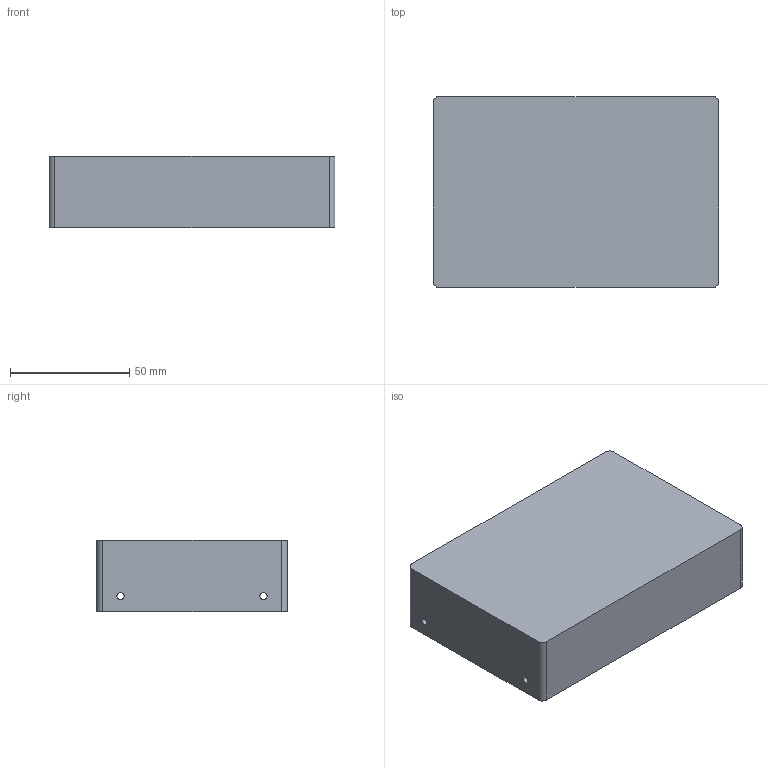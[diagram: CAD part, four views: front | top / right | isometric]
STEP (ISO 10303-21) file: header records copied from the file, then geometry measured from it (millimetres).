
FILE_DESCRIPTION (( 'STEP AP214' ), '1' );
FILE_NAME ('Part3.STEP', '2024-09-13T03:57:26', ( 'hp' ), ( 'HP' ), 'SwSTEP 2.0', 'SolidWorks 2024', '' );
FILE_SCHEMA (( 'AUTOMOTIVE_DESIGN' ));
Length unit declared in the file: millimetre
Products named in the file (1): Part3
Bounding box: 120 x 80 x 30 mm (x, y, z)
Volume: 269272.4 mm3; surface area: 38692.9 mm2
Topology: 1 solids, 1 shells, 86 faces, 240 edges, 160 vertices
Faces by surface type: plane 46, cylinder 40
Entity records: 3195 total; most frequent: CARTESIAN_POINT 903, ORIENTED_EDGE 480, DIRECTION 446, EDGE_CURVE 240, VERTEX_POINT 160, AXIS2_PLACEMENT_3D 151, VECTOR 144, LINE 144
